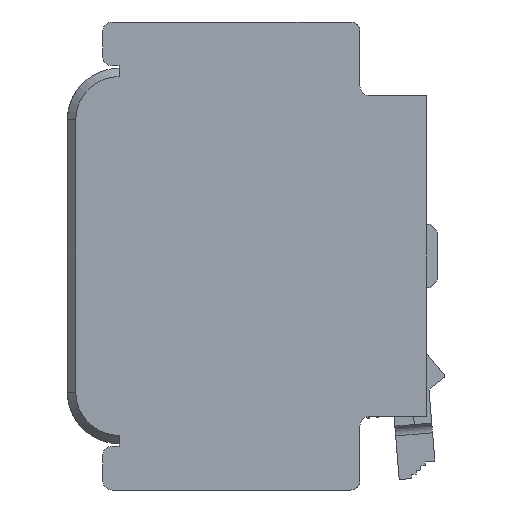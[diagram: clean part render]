
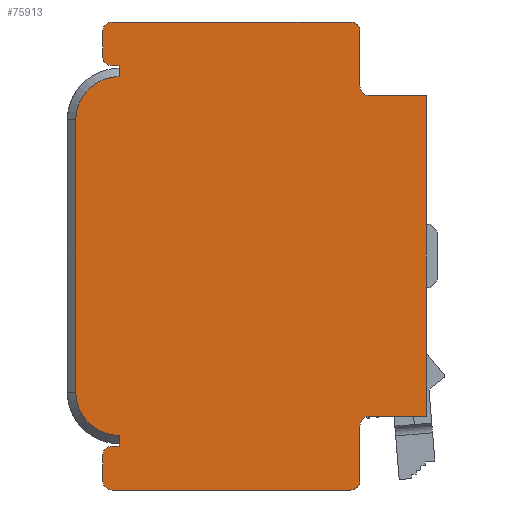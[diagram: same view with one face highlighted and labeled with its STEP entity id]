
A CAD part, left-side view. The second image highlights one B-rep face of the part: STEP entity #75913.
In plain terms, the highlighted planar face has unit normal (-1, 0, 0).
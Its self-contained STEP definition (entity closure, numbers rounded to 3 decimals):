
#9657=DIRECTION('',(0.,0.,1.));
#9658=VECTOR('',#9657,32.9);
#9659=CARTESIAN_POINT('',(-22.,0.,-16.45));
#9660=LINE('',#9659,#9658);
#9677=DIRECTION('',(0.,0.,1.));
#9678=VECTOR('',#9677,1.1);
#9679=CARTESIAN_POINT('',(-22.,31.5,-19.5));
#9680=LINE('',#9679,#9678);
#9681=CARTESIAN_POINT('',(-22.,31.5,-13.95));
#9682=DIRECTION('',(-1.,0.,0.));
#9683=DIRECTION('',(0.,1.,0.));
#9684=AXIS2_PLACEMENT_3D('',#9681,#9682,#9683);
#9686=DIRECTION('',(0.,0.,-1.));
#9687=VECTOR('',#9686,27.9);
#9688=CARTESIAN_POINT('',(-22.,35.95,13.95));
#9689=LINE('',#9688,#9687);
#9690=CARTESIAN_POINT('',(-22.,31.5,13.95));
#9691=DIRECTION('',(-1.,0.,0.));
#9692=DIRECTION('',(0.,0.,1.));
#9693=AXIS2_PLACEMENT_3D('',#9690,#9691,#9692);
#9695=DIRECTION('',(0.,0.,1.));
#9696=VECTOR('',#9695,1.1);
#9697=CARTESIAN_POINT('',(-22.,31.5,18.4));
#9698=LINE('',#9697,#9696);
#9699=DIRECTION('',(0.,-1.,0.));
#9700=VECTOR('',#9699,0.7);
#9701=CARTESIAN_POINT('',(-22.,32.2,19.5));
#9702=LINE('',#9701,#9700);
#9703=CARTESIAN_POINT('',(-22.,32.2,20.5));
#9704=DIRECTION('',(-1.,0.,0.));
#9705=DIRECTION('',(0.,1.,0.));
#9706=AXIS2_PLACEMENT_3D('',#9703,#9704,#9705);
#9708=CARTESIAN_POINT('',(-22.,32.2,23.));
#9709=DIRECTION('',(-1.,0.,0.));
#9710=DIRECTION('',(0.,0.,1.));
#9711=AXIS2_PLACEMENT_3D('',#9708,#9709,#9710);
#9713=CARTESIAN_POINT('',(-22.,7.8,23.));
#9714=DIRECTION('',(-1.,0.,0.));
#9715=DIRECTION('',(0.,-1.,0.));
#9716=AXIS2_PLACEMENT_3D('',#9713,#9714,#9715);
#9718=DIRECTION('',(0.,0.,1.));
#9719=VECTOR('',#9718,5.55);
#9720=CARTESIAN_POINT('',(-22.,6.8,17.45));
#9721=LINE('',#9720,#9719);
#9722=DIRECTION('',(0.,1.,0.));
#9723=VECTOR('',#9722,5.8);
#9724=CARTESIAN_POINT('',(-22.,0.,16.45));
#9725=LINE('',#9724,#9723);
#9726=DIRECTION('',(0.,1.,0.));
#9727=VECTOR('',#9726,5.8);
#9728=CARTESIAN_POINT('',(-22.,0.,-16.45));
#9729=LINE('',#9728,#9727);
#9730=DIRECTION('',(0.,0.,1.));
#9731=VECTOR('',#9730,5.55);
#9732=CARTESIAN_POINT('',(-22.,6.8,-23.));
#9733=LINE('',#9732,#9731);
#9734=CARTESIAN_POINT('',(-22.,7.8,-23.));
#9735=DIRECTION('',(-1.,0.,0.));
#9736=DIRECTION('',(0.,0.,-1.));
#9737=AXIS2_PLACEMENT_3D('',#9734,#9735,#9736);
#9739=DIRECTION('',(0.,1.,0.));
#9740=VECTOR('',#9739,24.4);
#9741=CARTESIAN_POINT('',(-22.,7.8,-24.));
#9742=LINE('',#9741,#9740);
#9743=CARTESIAN_POINT('',(-22.,32.2,-23.));
#9744=DIRECTION('',(-1.,0.,0.));
#9745=DIRECTION('',(0.,1.,0.));
#9746=AXIS2_PLACEMENT_3D('',#9743,#9744,#9745);
#9748=CARTESIAN_POINT('',(-22.,32.2,-20.5));
#9749=DIRECTION('',(-1.,0.,0.));
#9750=DIRECTION('',(0.,0.,1.));
#9751=AXIS2_PLACEMENT_3D('',#9748,#9749,#9750);
#9753=DIRECTION('',(0.,-1.,0.));
#9754=VECTOR('',#9753,0.7);
#9755=CARTESIAN_POINT('',(-22.,32.2,-19.5));
#9756=LINE('',#9755,#9754);
#14442=CARTESIAN_POINT('',(-22.,5.8,17.45));
#14443=DIRECTION('',(1.,0.,0.));
#14444=DIRECTION('',(0.,0.,-1.));
#14445=AXIS2_PLACEMENT_3D('',#14442,#14443,#14444);
#14469=DIRECTION('',(0.,1.,0.));
#14470=VECTOR('',#14469,24.4);
#14471=CARTESIAN_POINT('',(-22.,7.8,24.));
#14472=LINE('',#14471,#14470);
#38050=CARTESIAN_POINT('',(-22.,5.8,-17.45));
#38051=DIRECTION('',(1.,0.,0.));
#38052=DIRECTION('',(0.,1.,0.));
#38053=AXIS2_PLACEMENT_3D('',#38050,#38051,#38052);
#38128=DIRECTION('',(0.,0.,1.));
#38129=VECTOR('',#38128,2.5);
#38130=CARTESIAN_POINT('',(-22.,33.2,-23.));
#38131=LINE('',#38130,#38129);
#45997=DIRECTION('',(0.,0.,1.));
#45998=VECTOR('',#45997,2.5);
#45999=CARTESIAN_POINT('',(-22.,33.2,20.5));
#46000=LINE('',#45999,#45998);
#52634=CARTESIAN_POINT('',(-22.,0.,-16.45));
#52635=CARTESIAN_POINT('',(-22.,0.,16.45));
#52636=VERTEX_POINT('',#52634);
#52637=VERTEX_POINT('',#52635);
#52738=CARTESIAN_POINT('',(-22.,31.5,19.5));
#52740=VERTEX_POINT('',#52738);
#52775=CARTESIAN_POINT('',(-22.,31.5,-19.5));
#52777=VERTEX_POINT('',#52775);
#53310=CARTESIAN_POINT('',(-22.,6.8,23.));
#53312=VERTEX_POINT('',#53310);
#53314=CARTESIAN_POINT('',(-22.,7.8,24.));
#53316=VERTEX_POINT('',#53314);
#53318=CARTESIAN_POINT('',(-22.,7.8,-24.));
#53319=CARTESIAN_POINT('',(-22.,6.8,-23.));
#53320=VERTEX_POINT('',#53318);
#53321=VERTEX_POINT('',#53319);
#53366=CARTESIAN_POINT('',(-22.,33.2,-23.));
#53367=CARTESIAN_POINT('',(-22.,32.2,-24.));
#53368=VERTEX_POINT('',#53366);
#53369=VERTEX_POINT('',#53367);
#53378=CARTESIAN_POINT('',(-22.,32.2,24.));
#53379=VERTEX_POINT('',#53378);
#53380=CARTESIAN_POINT('',(-22.,33.2,23.));
#53381=VERTEX_POINT('',#53380);
#54006=CARTESIAN_POINT('',(-22.,6.8,17.45));
#54008=VERTEX_POINT('',#54006);
#54010=CARTESIAN_POINT('',(-22.,5.8,16.45));
#54012=VERTEX_POINT('',#54010);
#54021=CARTESIAN_POINT('',(-22.,6.8,-17.45));
#54023=VERTEX_POINT('',#54021);
#54025=CARTESIAN_POINT('',(-22.,5.8,-16.45));
#54027=VERTEX_POINT('',#54025);
#54089=CARTESIAN_POINT('',(-22.,32.2,-19.5));
#54090=VERTEX_POINT('',#54089);
#54091=CARTESIAN_POINT('',(-22.,33.2,-20.5));
#54092=VERTEX_POINT('',#54091);
#54093=CARTESIAN_POINT('',(-22.,33.2,20.5));
#54094=CARTESIAN_POINT('',(-22.,32.2,19.5));
#54095=VERTEX_POINT('',#54093);
#54096=VERTEX_POINT('',#54094);
#64084=CARTESIAN_POINT('',(-22.,35.95,13.95));
#64085=CARTESIAN_POINT('',(-22.,35.95,-13.95));
#64086=VERTEX_POINT('',#64084);
#64087=VERTEX_POINT('',#64085);
#64600=CARTESIAN_POINT('',(-22.,31.5,-18.4));
#64601=VERTEX_POINT('',#64600);
#64602=CARTESIAN_POINT('',(-22.,31.5,18.4));
#64603=VERTEX_POINT('',#64602);
#75862=CARTESIAN_POINT('',(-22.,0.,-24.));
#75863=DIRECTION('',(-1.,0.,0.));
#75864=DIRECTION('',(0.,0.,1.));
#75865=AXIS2_PLACEMENT_3D('',#75862,#75863,#75864);
#75866=PLANE('',#75865);
#75867=ORIENTED_EDGE('',*,*,#65405,.T.);
#75869=ORIENTED_EDGE('',*,*,#75868,.F.);
#75871=ORIENTED_EDGE('',*,*,#75870,.F.);
#75873=ORIENTED_EDGE('',*,*,#75872,.F.);
#75875=ORIENTED_EDGE('',*,*,#75874,.T.);
#75877=ORIENTED_EDGE('',*,*,#75876,.F.);
#75879=ORIENTED_EDGE('',*,*,#75878,.F.);
#75881=ORIENTED_EDGE('',*,*,#75880,.T.);
#75883=ORIENTED_EDGE('',*,*,#75882,.F.);
#75885=ORIENTED_EDGE('',*,*,#75884,.F.);
#75887=ORIENTED_EDGE('',*,*,#75886,.F.);
#75889=ORIENTED_EDGE('',*,*,#75888,.F.);
#75891=ORIENTED_EDGE('',*,*,#75890,.F.);
#75892=ORIENTED_EDGE('',*,*,#75074,.F.);
#75893=ORIENTED_EDGE('',*,*,#75848,.F.);
#75894=ORIENTED_EDGE('',*,*,#67086,.T.);
#75896=ORIENTED_EDGE('',*,*,#75895,.F.);
#75898=ORIENTED_EDGE('',*,*,#75897,.F.);
#75900=ORIENTED_EDGE('',*,*,#75899,.F.);
#75902=ORIENTED_EDGE('',*,*,#75901,.T.);
#75904=ORIENTED_EDGE('',*,*,#75903,.F.);
#75906=ORIENTED_EDGE('',*,*,#75905,.T.);
#75908=ORIENTED_EDGE('',*,*,#75907,.F.);
#75910=ORIENTED_EDGE('',*,*,#75909,.T.);
#75911=EDGE_LOOP('',(#75867,#75869,#75871,#75873,#75875,#75877,#75879,#75881,
#75883,#75885,#75887,#75889,#75891,#75892,#75893,#75894,#75896,#75898,#75900,
#75902,#75904,#75906,#75908,#75910));
#75912=FACE_OUTER_BOUND('',#75911,.F.);
#75913=ADVANCED_FACE('',(#75912),#75866,.T.);
#9685=CIRCLE('',#9684,4.45);
#9694=CIRCLE('',#9693,4.45);
#9707=CIRCLE('',#9706,1.);
#9712=CIRCLE('',#9711,1.);
#9717=CIRCLE('',#9716,1.);
#9738=CIRCLE('',#9737,1.);
#9747=CIRCLE('',#9746,1.);
#9752=CIRCLE('',#9751,1.);
#14446=CIRCLE('',#14445,1.);
#38054=CIRCLE('',#38053,1.);
#65405=EDGE_CURVE('',#52777,#64601,#9680,.T.);
#67086=EDGE_CURVE('',#52636,#54027,#9729,.T.);
#75074=EDGE_CURVE('',#52637,#54012,#9725,.T.);
#75848=EDGE_CURVE('',#52636,#52637,#9660,.T.);
#75868=EDGE_CURVE('',#64087,#64601,#9685,.T.);
#75870=EDGE_CURVE('',#64086,#64087,#9689,.T.);
#75872=EDGE_CURVE('',#64603,#64086,#9694,.T.);
#75874=EDGE_CURVE('',#64603,#52740,#9698,.T.);
#75876=EDGE_CURVE('',#54096,#52740,#9702,.T.);
#75878=EDGE_CURVE('',#54095,#54096,#9707,.T.);
#75880=EDGE_CURVE('',#54095,#53381,#46000,.T.);
#75882=EDGE_CURVE('',#53379,#53381,#9712,.T.);
#75884=EDGE_CURVE('',#53316,#53379,#14472,.T.);
#75886=EDGE_CURVE('',#53312,#53316,#9717,.T.);
#75888=EDGE_CURVE('',#54008,#53312,#9721,.T.);
#75890=EDGE_CURVE('',#54012,#54008,#14446,.T.);
#75895=EDGE_CURVE('',#54023,#54027,#38054,.T.);
#75897=EDGE_CURVE('',#53321,#54023,#9733,.T.);
#75899=EDGE_CURVE('',#53320,#53321,#9738,.T.);
#75901=EDGE_CURVE('',#53320,#53369,#9742,.T.);
#75903=EDGE_CURVE('',#53368,#53369,#9747,.T.);
#75905=EDGE_CURVE('',#53368,#54092,#38131,.T.);
#75907=EDGE_CURVE('',#54090,#54092,#9752,.T.);
#75909=EDGE_CURVE('',#54090,#52777,#9756,.T.);
